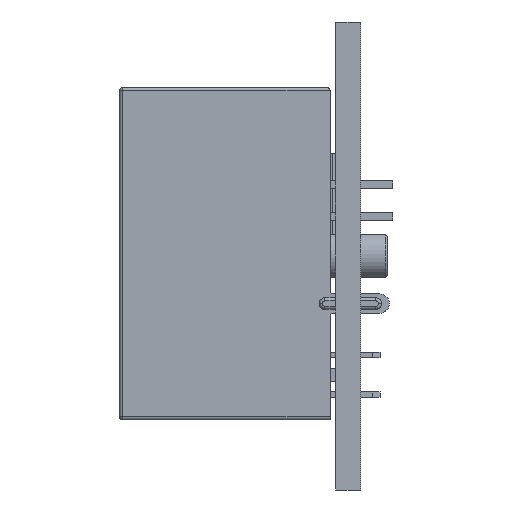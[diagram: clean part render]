
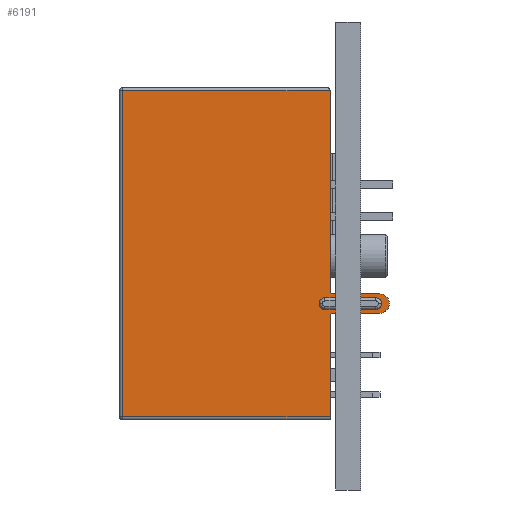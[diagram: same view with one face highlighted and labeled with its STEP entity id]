
A CAD part, left-side view. The second image highlights one B-rep face of the part: STEP entity #6191.
In plain terms, the highlighted planar face has unit normal (-1, 0, 0).
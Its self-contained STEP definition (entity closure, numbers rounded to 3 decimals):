
#151=DIRECTION('',(0.,0.,1.));
#152=VECTOR('',#151,6.43);
#153=CARTESIAN_POINT('',(-7.975,-6.75,0.2));
#154=LINE('',#153,#152);
#163=DIRECTION('',(0.,0.,1.));
#164=VECTOR('',#163,12.83);
#165=CARTESIAN_POINT('',(-7.975,-6.75,8.27));
#166=LINE('',#165,#164);
#752=DIRECTION('',(0.,1.,0.));
#753=VECTOR('',#752,3.26);
#754=CARTESIAN_POINT('',(-7.975,-9.679,7.825));
#755=LINE('',#754,#753);
#756=CARTESIAN_POINT('',(-7.975,-6.419,7.455));
#757=DIRECTION('',(-1.,0.,0.));
#758=DIRECTION('',(0.,0.,1.));
#759=AXIS2_PLACEMENT_3D('',#756,#757,#758);
#761=DIRECTION('',(0.,0.,-1.));
#762=VECTOR('',#761,0.01);
#763=CARTESIAN_POINT('',(-7.975,-6.049,7.455));
#764=LINE('',#763,#762);
#765=CARTESIAN_POINT('',(-7.975,-6.419,7.445));
#766=DIRECTION('',(-1.,0.,0.));
#767=DIRECTION('',(0.,1.,0.));
#768=AXIS2_PLACEMENT_3D('',#765,#766,#767);
#770=DIRECTION('',(0.,-1.,0.));
#771=VECTOR('',#770,3.26);
#772=CARTESIAN_POINT('',(-7.975,-6.419,7.075));
#773=LINE('',#772,#771);
#774=CARTESIAN_POINT('',(-7.975,-9.679,7.445));
#775=DIRECTION('',(-1.,0.,0.));
#776=DIRECTION('',(0.,0.,-1.));
#777=AXIS2_PLACEMENT_3D('',#774,#775,#776);
#779=DIRECTION('',(0.,0.,1.));
#780=VECTOR('',#779,0.01);
#781=CARTESIAN_POINT('',(-7.975,-10.049,7.445));
#782=LINE('',#781,#780);
#783=CARTESIAN_POINT('',(-7.975,-9.679,7.455));
#784=DIRECTION('',(-1.,0.,0.));
#785=DIRECTION('',(0.,-1.,0.));
#786=AXIS2_PLACEMENT_3D('',#783,#784,#785);
#788=DIRECTION('',(0.,1.,0.));
#789=VECTOR('',#788,13.3);
#790=CARTESIAN_POINT('',(-7.975,-6.75,0.2));
#791=LINE('',#790,#789);
#792=DIRECTION('',(0.,0.,-1.));
#793=VECTOR('',#792,20.9);
#794=CARTESIAN_POINT('',(-7.975,6.55,21.1));
#795=LINE('',#794,#793);
#796=DIRECTION('',(0.,-1.,0.));
#797=VECTOR('',#796,13.3);
#798=CARTESIAN_POINT('',(-7.975,6.55,21.1));
#799=LINE('',#798,#797);
#800=DIRECTION('',(0.,-1.,0.));
#801=VECTOR('',#800,2.98);
#802=CARTESIAN_POINT('',(-7.975,-6.95,8.07));
#803=LINE('',#802,#801);
#804=CARTESIAN_POINT('',(-7.975,-9.93,7.45));
#805=DIRECTION('',(1.,0.,0.));
#806=DIRECTION('',(0.,0.,1.));
#807=AXIS2_PLACEMENT_3D('',#804,#805,#806);
#3046=CARTESIAN_POINT('',(-7.975,-6.95,8.27));
#3047=DIRECTION('',(1.,0.,0.));
#3048=DIRECTION('',(0.,0.,-1.));
#3049=AXIS2_PLACEMENT_3D('',#3046,#3047,#3048);
#3080=DIRECTION('',(0.,-1.,0.));
#3081=VECTOR('',#3080,2.98);
#3082=CARTESIAN_POINT('',(-7.975,-6.95,6.83));
#3083=LINE('',#3082,#3081);
#3088=CARTESIAN_POINT('',(-7.975,-6.95,6.63));
#3089=DIRECTION('',(1.,0.,0.));
#3090=DIRECTION('',(0.,1.,0.));
#3091=AXIS2_PLACEMENT_3D('',#3088,#3089,#3090);
#4094=CARTESIAN_POINT('',(-7.975,-9.93,6.83));
#4095=VERTEX_POINT('',#4094);
#4096=CARTESIAN_POINT('',(-7.975,-9.93,8.07));
#4097=VERTEX_POINT('',#4096);
#4134=CARTESIAN_POINT('',(-7.975,-9.679,7.825));
#4135=CARTESIAN_POINT('',(-7.975,-6.419,7.825));
#4136=VERTEX_POINT('',#4134);
#4137=VERTEX_POINT('',#4135);
#4140=CARTESIAN_POINT('',(-7.975,-6.049,7.455));
#4141=VERTEX_POINT('',#4140);
#4144=CARTESIAN_POINT('',(-7.975,-6.049,7.445));
#4145=VERTEX_POINT('',#4144);
#4148=CARTESIAN_POINT('',(-7.975,-6.419,7.075));
#4149=VERTEX_POINT('',#4148);
#4152=CARTESIAN_POINT('',(-7.975,-9.679,7.075));
#4153=VERTEX_POINT('',#4152);
#4156=CARTESIAN_POINT('',(-7.975,-10.049,7.445));
#4157=VERTEX_POINT('',#4156);
#4160=CARTESIAN_POINT('',(-7.975,-10.049,7.455));
#4161=VERTEX_POINT('',#4160);
#4162=CARTESIAN_POINT('',(-7.975,-6.75,6.63));
#4164=VERTEX_POINT('',#4162);
#4166=CARTESIAN_POINT('',(-7.975,-6.95,6.83));
#4168=VERTEX_POINT('',#4166);
#4171=CARTESIAN_POINT('',(-7.975,-6.75,8.27));
#4173=VERTEX_POINT('',#4171);
#4175=CARTESIAN_POINT('',(-7.975,-6.95,8.07));
#4177=VERTEX_POINT('',#4175);
#4258=CARTESIAN_POINT('',(-7.975,-6.75,0.2));
#4260=VERTEX_POINT('',#4258);
#4264=CARTESIAN_POINT('',(-7.975,6.55,0.2));
#4265=VERTEX_POINT('',#4264);
#4274=CARTESIAN_POINT('',(-7.975,6.55,21.1));
#4275=CARTESIAN_POINT('',(-7.975,-6.75,21.1));
#4276=VERTEX_POINT('',#4274);
#4277=VERTEX_POINT('',#4275);
#6149=CARTESIAN_POINT('',(-7.975,6.75,0.));
#6150=DIRECTION('',(-1.,0.,0.));
#6151=DIRECTION('',(0.,-1.,0.));
#6152=AXIS2_PLACEMENT_3D('',#6149,#6150,#6151);
#6153=PLANE('',#6152);
#6154=ORIENTED_EDGE('',*,*,#5124,.T.);
#6156=ORIENTED_EDGE('',*,*,#6155,.F.);
#6158=ORIENTED_EDGE('',*,*,#6157,.T.);
#6159=ORIENTED_EDGE('',*,*,#5143,.F.);
#6161=ORIENTED_EDGE('',*,*,#6160,.F.);
#6163=ORIENTED_EDGE('',*,*,#6162,.T.);
#6165=ORIENTED_EDGE('',*,*,#6164,.T.);
#6167=ORIENTED_EDGE('',*,*,#6166,.F.);
#6169=ORIENTED_EDGE('',*,*,#6168,.F.);
#6170=ORIENTED_EDGE('',*,*,#5135,.F.);
#6171=EDGE_LOOP('',(#6154,#6156,#6158,#6159,#6161,#6163,#6165,#6167,#6169,
#6170));
#6172=FACE_OUTER_BOUND('',#6171,.F.);
#6174=ORIENTED_EDGE('',*,*,#6173,.T.);
#6176=ORIENTED_EDGE('',*,*,#6175,.T.);
#6178=ORIENTED_EDGE('',*,*,#6177,.T.);
#6180=ORIENTED_EDGE('',*,*,#6179,.T.);
#6182=ORIENTED_EDGE('',*,*,#6181,.T.);
#6184=ORIENTED_EDGE('',*,*,#6183,.T.);
#6186=ORIENTED_EDGE('',*,*,#6185,.T.);
#6188=ORIENTED_EDGE('',*,*,#6187,.T.);
#6189=EDGE_LOOP('',(#6174,#6176,#6178,#6180,#6182,#6184,#6186,#6188));
#6190=FACE_BOUND('',#6189,.F.);
#760=CIRCLE('',#759,0.37);
#769=CIRCLE('',#768,0.37);
#778=CIRCLE('',#777,0.37);
#787=CIRCLE('',#786,0.37);
#808=CIRCLE('',#807,0.62);
#3050=CIRCLE('',#3049,0.2);
#3092=CIRCLE('',#3091,0.2);
#5124=EDGE_CURVE('',#4260,#4265,#791,.T.);
#5135=EDGE_CURVE('',#4260,#4164,#154,.T.);
#5143=EDGE_CURVE('',#4173,#4277,#166,.T.);
#6155=EDGE_CURVE('',#4276,#4265,#795,.T.);
#6157=EDGE_CURVE('',#4276,#4277,#799,.T.);
#6160=EDGE_CURVE('',#4177,#4173,#3050,.T.);
#6162=EDGE_CURVE('',#4177,#4097,#803,.T.);
#6164=EDGE_CURVE('',#4097,#4095,#808,.T.);
#6166=EDGE_CURVE('',#4168,#4095,#3083,.T.);
#6168=EDGE_CURVE('',#4164,#4168,#3092,.T.);
#6173=EDGE_CURVE('',#4136,#4137,#755,.T.);
#6175=EDGE_CURVE('',#4137,#4141,#760,.T.);
#6177=EDGE_CURVE('',#4141,#4145,#764,.T.);
#6179=EDGE_CURVE('',#4145,#4149,#769,.T.);
#6181=EDGE_CURVE('',#4149,#4153,#773,.T.);
#6183=EDGE_CURVE('',#4153,#4157,#778,.T.);
#6185=EDGE_CURVE('',#4157,#4161,#782,.T.);
#6187=EDGE_CURVE('',#4161,#4136,#787,.T.);
#6191=ADVANCED_FACE('',(#6172,#6190),#6153,.T.);
